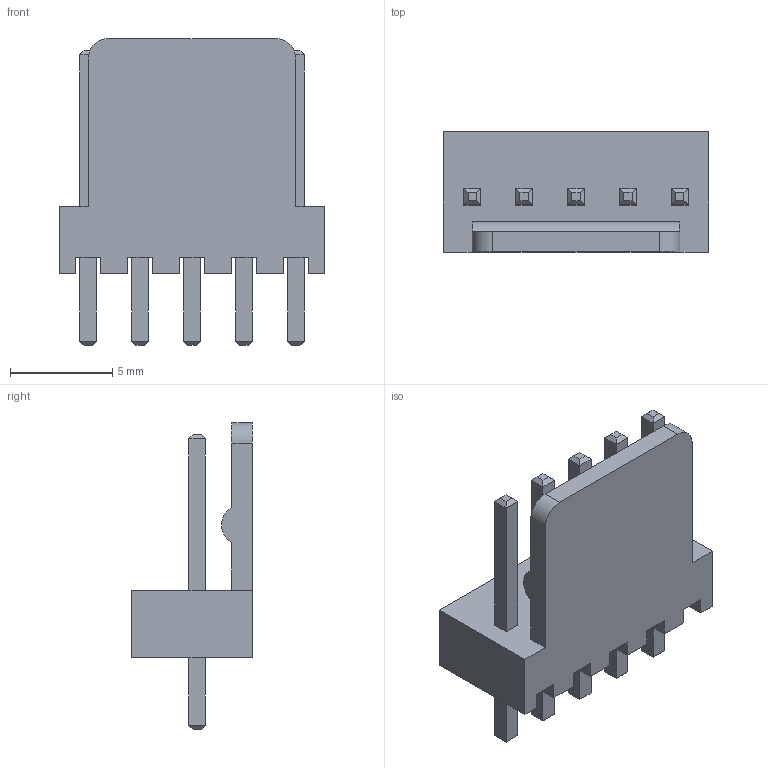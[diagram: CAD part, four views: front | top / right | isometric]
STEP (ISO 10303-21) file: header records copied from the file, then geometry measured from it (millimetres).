
FILE_DESCRIPTION( ( 'Unknown' ), '1' );
FILE_NAME( 'Conector_KK_2_54mm_5_Vertical.step', 'Unknown', ( 'Unknown' ), ( 'Unknown' ), 'PSStep 15.0.49', 'Unknown', ' ' );
FILE_SCHEMA( ( 'AUTOMOTIVE_DESIGN { 1 0 10303 214 1 1 1 1 }' ) );
Length unit declared in the file: millimetre
Products named in the file (1): 
Bounding box: 12.96 x 5.9 x 15 mm (x, y, z)
Volume: 317.2 mm3; surface area: 786.3 mm2
Topology: 1 solids, 1 shells, 166 faces, 419 edges, 266 vertices
Faces by surface type: plane 162, cylinder 4
Full cylindrical faces by diameter (mm): 0.05 x1
Entity records: 6170 total; most frequent: CARTESIAN_POINT 851, ORIENTED_EDGE 836, DIRECTION 760, EDGE_CURVE 418, LINE 410, VECTOR 410, VERTEX_POINT 266, EDGE_LOOP 178
